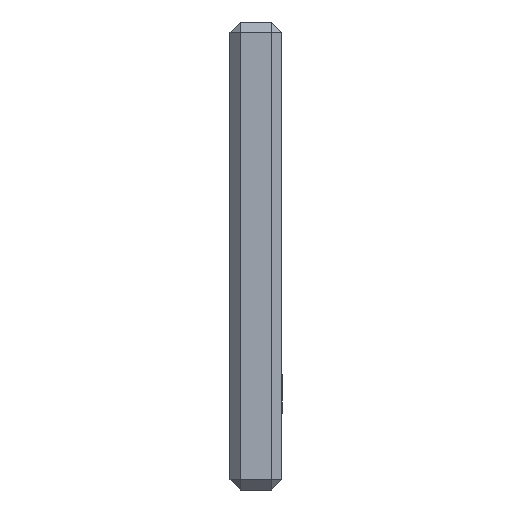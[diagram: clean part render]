
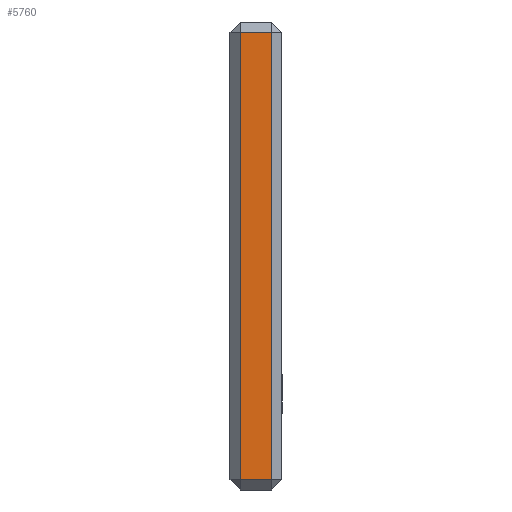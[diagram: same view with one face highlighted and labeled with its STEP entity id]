
A CAD part, left-side view. The second image highlights one B-rep face of the part: STEP entity #5760.
In plain terms, the highlighted planar face has unit normal (-1, 0, 0).
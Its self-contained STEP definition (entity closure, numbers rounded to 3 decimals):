
#1110=DIRECTION('',(0.,1.,0.));
#1111=VECTOR('',#1110,3.);
#1112=CARTESIAN_POINT('',(-272.5,-302.,-161.5));
#1113=LINE('',#1112,#1111);
#1159=DIRECTION('',(0.,0.,1.));
#1160=VECTOR('',#1159,43.);
#1161=CARTESIAN_POINT('',(-272.5,-299.,-161.5));
#1162=LINE('',#1161,#1160);
#1606=DIRECTION('',(0.,-1.,0.));
#1607=VECTOR('',#1606,3.);
#1608=CARTESIAN_POINT('',(-272.5,-299.,-118.5));
#1609=LINE('',#1608,#1607);
#1648=DIRECTION('',(0.,0.,-1.));
#1649=VECTOR('',#1648,43.);
#1650=CARTESIAN_POINT('',(-272.5,-302.,-118.5));
#1651=LINE('',#1650,#1649);
#4226=CARTESIAN_POINT('',(-272.5,-302.,-118.5));
#4227=CARTESIAN_POINT('',(-272.5,-302.,-161.5));
#4228=VERTEX_POINT('',#4226);
#4229=VERTEX_POINT('',#4227);
#4230=CARTESIAN_POINT('',(-272.5,-299.,-118.5));
#4231=VERTEX_POINT('',#4230);
#4232=CARTESIAN_POINT('',(-272.5,-299.,-161.5));
#4233=VERTEX_POINT('',#4232);
#5748=CARTESIAN_POINT('',(-272.5,0.,-97.));
#5749=DIRECTION('',(-1.,0.,0.));
#5750=DIRECTION('',(0.,0.,-1.));
#5751=AXIS2_PLACEMENT_3D('',#5748,#5749,#5750);
#5752=PLANE('',#5751);
#5754=ORIENTED_EDGE('',*,*,#5753,.T.);
#5755=ORIENTED_EDGE('',*,*,#5280,.T.);
#5756=ORIENTED_EDGE('',*,*,#5325,.T.);
#5757=ORIENTED_EDGE('',*,*,#5678,.T.);
#5758=EDGE_LOOP('',(#5754,#5755,#5756,#5757));
#5759=FACE_OUTER_BOUND('',#5758,.F.);
#5280=EDGE_CURVE('',#4229,#4233,#1113,.T.);
#5325=EDGE_CURVE('',#4233,#4231,#1162,.T.);
#5678=EDGE_CURVE('',#4231,#4228,#1609,.T.);
#5753=EDGE_CURVE('',#4228,#4229,#1651,.T.);
#5760=ADVANCED_FACE('',(#5759),#5752,.T.);
